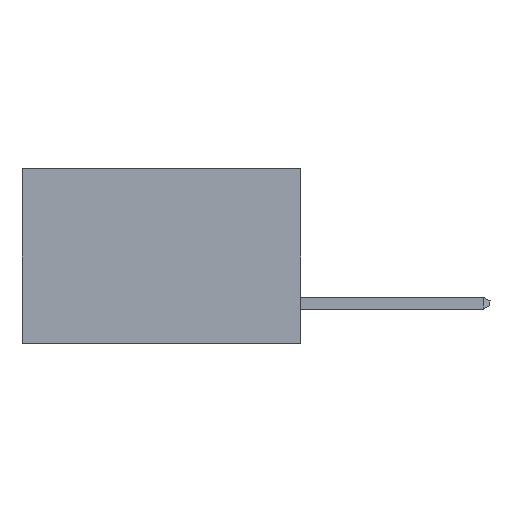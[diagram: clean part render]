
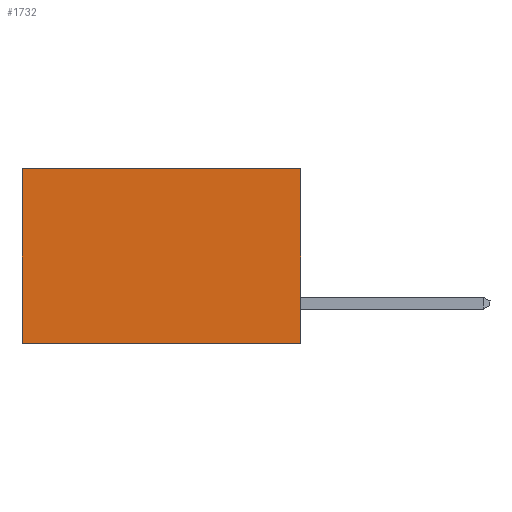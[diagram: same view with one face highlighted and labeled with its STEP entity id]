
A CAD part, left-side view. The second image highlights one B-rep face of the part: STEP entity #1732.
In plain terms, the highlighted planar face has unit normal (-1, 0, 0).
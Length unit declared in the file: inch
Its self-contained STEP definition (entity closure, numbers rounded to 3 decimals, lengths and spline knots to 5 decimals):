
#39 = DIRECTION ( 'NONE',  ( 0., 0., -1. ) ) ;
#633 = VERTEX_POINT ( 'NONE', #1663 ) ;
#791 = LINE ( 'NONE', #9391, #9012 ) ;
#802 = VECTOR ( 'NONE', #4644, 39.37008 ) ;
#804 = VECTOR ( 'NONE', #844, 39.37008 ) ;
#844 = DIRECTION ( 'NONE',  ( 0., 0., -1. ) ) ;
#1496 = ORIENTED_EDGE ( 'NONE', *, *, #4171, .F. ) ;
#1663 = CARTESIAN_POINT ( 'NONE',  ( 0.277, 0.59, 0. ) ) ;
#1732 = ADVANCED_FACE ( 'NONE', ( #2445 ), #8255, .F. ) ;
#1733 = CARTESIAN_POINT ( 'NONE',  ( 0.277, 0., -0.37 ) ) ;
#1828 = CARTESIAN_POINT ( 'NONE',  ( 0.277, 0.59, -0.37 ) ) ;
#2445 = FACE_OUTER_BOUND ( 'NONE', #3599, .T. ) ;
#2955 = VERTEX_POINT ( 'NONE', #5733 ) ;
#3599 = EDGE_LOOP ( 'NONE', ( #9533, #1496, #3669, #9745 ) ) ;
#3657 = EDGE_CURVE ( 'NONE', #2955, #633, #5432, .T. ) ;
#3667 = AXIS2_PLACEMENT_3D ( 'NONE', #1733, #5288, #6608 ) ;
#3669 = ORIENTED_EDGE ( 'NONE', *, *, #9936, .F. ) ;
#3912 = VERTEX_POINT ( 'NONE', #1828 ) ;
#4171 = EDGE_CURVE ( 'NONE', #5701, #3912, #791, .T. ) ;
#4644 = DIRECTION ( 'NONE',  ( 0., 1., 0. ) ) ;
#4727 = CARTESIAN_POINT ( 'NONE',  ( 0.277, 0., 0. ) ) ;
#5288 = DIRECTION ( 'NONE',  ( 1., 0., 0. ) ) ;
#5432 = LINE ( 'NONE', #4727, #802 ) ;
#5701 = VERTEX_POINT ( 'NONE', #7920 ) ;
#5733 = CARTESIAN_POINT ( 'NONE',  ( 0.277, 0., 0. ) ) ;
#5836 = CARTESIAN_POINT ( 'NONE',  ( 0.277, 0.59, -0.37 ) ) ;
#6608 = DIRECTION ( 'NONE',  ( 0., 0., -1. ) ) ;
#7276 = LINE ( 'NONE', #10205, #804 ) ;
#7920 = CARTESIAN_POINT ( 'NONE',  ( 0.277, 0., -0.37 ) ) ;
#8255 = PLANE ( 'NONE',  #3667 ) ;
#8314 = VECTOR ( 'NONE', #39, 39.37008 ) ;
#8546 = LINE ( 'NONE', #5836, #8314 ) ;
#9012 = VECTOR ( 'NONE', #9343, 39.37008 ) ;
#9343 = DIRECTION ( 'NONE',  ( 0., 1., 0. ) ) ;
#9391 = CARTESIAN_POINT ( 'NONE',  ( 0.277, 0., -0.37 ) ) ;
#9533 = ORIENTED_EDGE ( 'NONE', *, *, #10039, .T. ) ;
#9745 = ORIENTED_EDGE ( 'NONE', *, *, #3657, .T. ) ;
#9936 = EDGE_CURVE ( 'NONE', #2955, #5701, #7276, .T. ) ;
#10039 = EDGE_CURVE ( 'NONE', #633, #3912, #8546, .T. ) ;
#10205 = CARTESIAN_POINT ( 'NONE',  ( 0.277, 0., -0.37 ) ) ;
